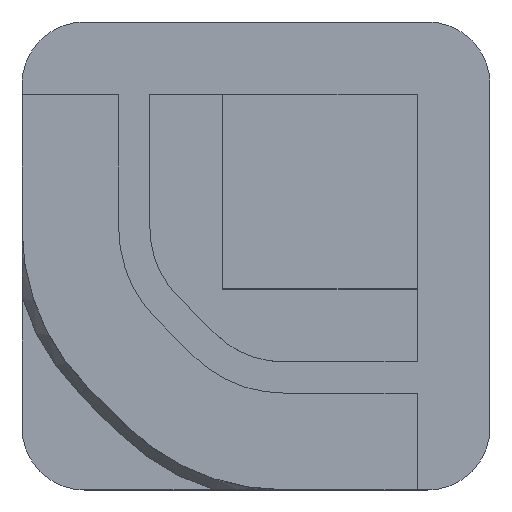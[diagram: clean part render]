
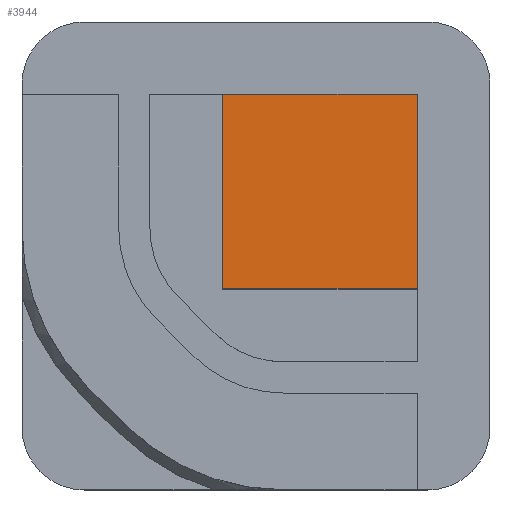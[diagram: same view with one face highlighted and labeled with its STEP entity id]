
A CAD part, top view. The second image highlights one B-rep face of the part: STEP entity #3944.
In plain terms, the highlighted planar face has unit normal (0, 0, 1).
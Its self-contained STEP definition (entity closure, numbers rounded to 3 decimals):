
#665 = PLANE('',#666);
#666 = AXIS2_PLACEMENT_3D('',#667,#668,#669);
#667 = CARTESIAN_POINT('',(38.,26.645,11.117));
#668 = DIRECTION('',(1.,0.,0.));
#669 = DIRECTION('',(0.,0.,1.));
#747 = PLANE('',#748);
#748 = AXIS2_PLACEMENT_3D('',#749,#750,#751);
#749 = CARTESIAN_POINT('',(26.645,38.,11.117));
#750 = DIRECTION('',(0.,1.,0.));
#751 = DIRECTION('',(0.,0.,1.));
#2642 = VERTEX_POINT('',#2643);
#2643 = CARTESIAN_POINT('',(38.,38.,22.3));
#2664 = EDGE_CURVE('',#2665,#2642,#2667,.T.);
#2665 = VERTEX_POINT('',#2666);
#2666 = CARTESIAN_POINT('',(38.,19.3,22.3));
#2667 = SURFACE_CURVE('',#2668,(#2672,#2679),.PCURVE_S1.);
#2668 = LINE('',#2669,#2670);
#2669 = CARTESIAN_POINT('',(38.,19.3,22.3));
#2670 = VECTOR('',#2671,1.);
#2671 = DIRECTION('',(0.,1.,0.));
#2672 = PCURVE('',#665,#2673);
#2673 = DEFINITIONAL_REPRESENTATION('',(#2674),#2678);
#2674 = LINE('',#2675,#2676);
#2675 = CARTESIAN_POINT('',(11.183,7.345));
#2676 = VECTOR('',#2677,1.);
#2677 = DIRECTION('',(0.,-1.));
#2678 = ( GEOMETRIC_REPRESENTATION_CONTEXT(2) 
PARAMETRIC_REPRESENTATION_CONTEXT() REPRESENTATION_CONTEXT('2D SPACE',''
  ) );
#2679 = PCURVE('',#2680,#2685);
#2680 = PLANE('',#2681);
#2681 = AXIS2_PLACEMENT_3D('',#2682,#2683,#2684);
#2682 = CARTESIAN_POINT('',(28.65,28.65,22.3));
#2683 = DIRECTION('',(0.,0.,1.));
#2684 = DIRECTION('',(1.,0.,0.));
#2685 = DEFINITIONAL_REPRESENTATION('',(#2686),#2690);
#2686 = LINE('',#2687,#2688);
#2687 = CARTESIAN_POINT('',(9.35,-9.35));
#2688 = VECTOR('',#2689,1.);
#2689 = DIRECTION('',(0.,1.));
#2690 = ( GEOMETRIC_REPRESENTATION_CONTEXT(2) 
PARAMETRIC_REPRESENTATION_CONTEXT() REPRESENTATION_CONTEXT('2D SPACE',''
  ) );
#2708 = PLANE('',#2709);
#2709 = AXIS2_PLACEMENT_3D('',#2710,#2711,#2712);
#2710 = CARTESIAN_POINT('',(19.3,19.3,0.));
#2711 = DIRECTION('',(0.,1.,0.));
#2712 = DIRECTION('',(1.,0.,0.));
#2983 = VERTEX_POINT('',#2984);
#2984 = CARTESIAN_POINT('',(19.3,38.,22.3));
#2998 = PLANE('',#2999);
#2999 = AXIS2_PLACEMENT_3D('',#3000,#3001,#3002);
#3000 = CARTESIAN_POINT('',(19.3,38.,0.));
#3001 = DIRECTION('',(1.,0.,0.));
#3002 = DIRECTION('',(0.,-1.,0.));
#3010 = EDGE_CURVE('',#2642,#2983,#3011,.T.);
#3011 = SURFACE_CURVE('',#3012,(#3016,#3023),.PCURVE_S1.);
#3012 = LINE('',#3013,#3014);
#3013 = CARTESIAN_POINT('',(38.,38.,22.3));
#3014 = VECTOR('',#3015,1.);
#3015 = DIRECTION('',(-1.,0.,0.));
#3016 = PCURVE('',#747,#3017);
#3017 = DEFINITIONAL_REPRESENTATION('',(#3018),#3022);
#3018 = LINE('',#3019,#3020);
#3019 = CARTESIAN_POINT('',(11.183,11.355));
#3020 = VECTOR('',#3021,1.);
#3021 = DIRECTION('',(0.,-1.));
#3022 = ( GEOMETRIC_REPRESENTATION_CONTEXT(2) 
PARAMETRIC_REPRESENTATION_CONTEXT() REPRESENTATION_CONTEXT('2D SPACE',''
  ) );
#3023 = PCURVE('',#2680,#3024);
#3024 = DEFINITIONAL_REPRESENTATION('',(#3025),#3029);
#3025 = LINE('',#3026,#3027);
#3026 = CARTESIAN_POINT('',(9.35,9.35));
#3027 = VECTOR('',#3028,1.);
#3028 = DIRECTION('',(-1.,0.));
#3029 = ( GEOMETRIC_REPRESENTATION_CONTEXT(2) 
PARAMETRIC_REPRESENTATION_CONTEXT() REPRESENTATION_CONTEXT('2D SPACE',''
  ) );
#3944 = ADVANCED_FACE('',(#3945),#2680,.T.);
#3945 = FACE_BOUND('',#3946,.T.);
#3946 = EDGE_LOOP('',(#3947,#3948,#3971,#3992));
#3947 = ORIENTED_EDGE('',*,*,#3010,.T.);
#3948 = ORIENTED_EDGE('',*,*,#3949,.T.);
#3949 = EDGE_CURVE('',#2983,#3950,#3952,.T.);
#3950 = VERTEX_POINT('',#3951);
#3951 = CARTESIAN_POINT('',(19.3,19.3,22.3));
#3952 = SURFACE_CURVE('',#3953,(#3957,#3964),.PCURVE_S1.);
#3953 = LINE('',#3954,#3955);
#3954 = CARTESIAN_POINT('',(19.3,38.,22.3));
#3955 = VECTOR('',#3956,1.);
#3956 = DIRECTION('',(0.,-1.,0.));
#3957 = PCURVE('',#2680,#3958);
#3958 = DEFINITIONAL_REPRESENTATION('',(#3959),#3963);
#3959 = LINE('',#3960,#3961);
#3960 = CARTESIAN_POINT('',(-9.35,9.35));
#3961 = VECTOR('',#3962,1.);
#3962 = DIRECTION('',(0.,-1.));
#3963 = ( GEOMETRIC_REPRESENTATION_CONTEXT(2) 
PARAMETRIC_REPRESENTATION_CONTEXT() REPRESENTATION_CONTEXT('2D SPACE',''
  ) );
#3964 = PCURVE('',#2998,#3965);
#3965 = DEFINITIONAL_REPRESENTATION('',(#3966),#3970);
#3966 = LINE('',#3967,#3968);
#3967 = CARTESIAN_POINT('',(0.,-22.3));
#3968 = VECTOR('',#3969,1.);
#3969 = DIRECTION('',(1.,0.));
#3970 = ( GEOMETRIC_REPRESENTATION_CONTEXT(2) 
PARAMETRIC_REPRESENTATION_CONTEXT() REPRESENTATION_CONTEXT('2D SPACE',''
  ) );
#3971 = ORIENTED_EDGE('',*,*,#3972,.T.);
#3972 = EDGE_CURVE('',#3950,#2665,#3973,.T.);
#3973 = SURFACE_CURVE('',#3974,(#3978,#3985),.PCURVE_S1.);
#3974 = LINE('',#3975,#3976);
#3975 = CARTESIAN_POINT('',(19.3,19.3,22.3));
#3976 = VECTOR('',#3977,1.);
#3977 = DIRECTION('',(1.,0.,0.));
#3978 = PCURVE('',#2680,#3979);
#3979 = DEFINITIONAL_REPRESENTATION('',(#3980),#3984);
#3980 = LINE('',#3981,#3982);
#3981 = CARTESIAN_POINT('',(-9.35,-9.35));
#3982 = VECTOR('',#3983,1.);
#3983 = DIRECTION('',(1.,0.));
#3984 = ( GEOMETRIC_REPRESENTATION_CONTEXT(2) 
PARAMETRIC_REPRESENTATION_CONTEXT() REPRESENTATION_CONTEXT('2D SPACE',''
  ) );
#3985 = PCURVE('',#2708,#3986);
#3986 = DEFINITIONAL_REPRESENTATION('',(#3987),#3991);
#3987 = LINE('',#3988,#3989);
#3988 = CARTESIAN_POINT('',(0.,-22.3));
#3989 = VECTOR('',#3990,1.);
#3990 = DIRECTION('',(1.,0.));
#3991 = ( GEOMETRIC_REPRESENTATION_CONTEXT(2) 
PARAMETRIC_REPRESENTATION_CONTEXT() REPRESENTATION_CONTEXT('2D SPACE',''
  ) );
#3992 = ORIENTED_EDGE('',*,*,#2664,.T.);
